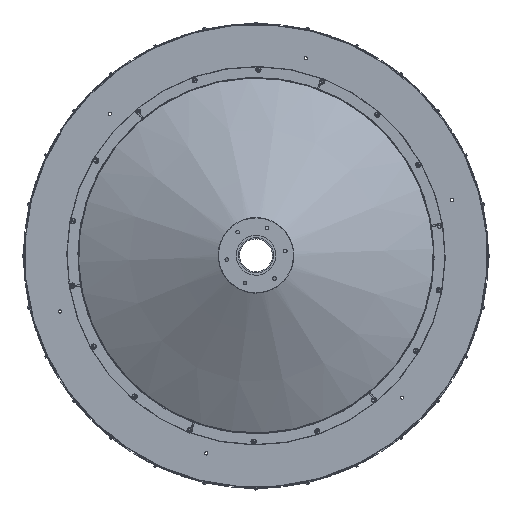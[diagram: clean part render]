
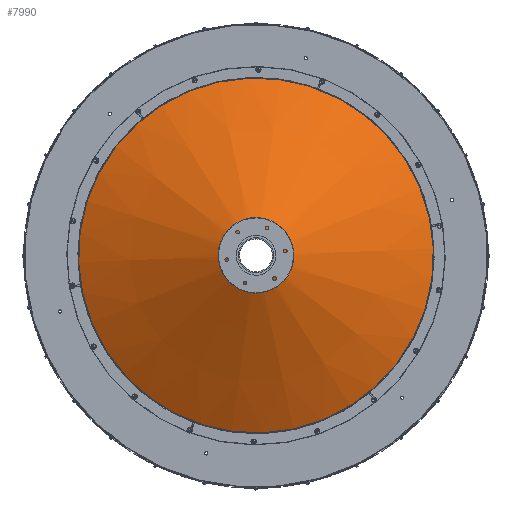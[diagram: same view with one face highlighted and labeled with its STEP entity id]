
A CAD part, top view. The second image highlights one B-rep face of the part: STEP entity #7990.
In plain terms, the highlighted conical face has half-angle 62 degrees and reference radius 309.439 mm.
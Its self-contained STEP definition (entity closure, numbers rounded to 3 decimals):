
#7927=CARTESIAN_POINT('',(-77.939,256.481,0.0));
#7928=VERTEX_POINT('',#7927);
#7929=CARTESIAN_POINT('',(0.0,256.481,0.0));
#7930=DIRECTION('',(0.0,1.0,0.0));
#7931=DIRECTION('',(-1.0,0.0,0.0));
#7932=AXIS2_PLACEMENT_3D('',#7929,#7930,#7931);
#7933=CIRCLE('',#7932,77.939);
#7934=EDGE_CURVE('',#7928,#7928,#7933,.T.);
#7964=CARTESIAN_POINT('',(-540.939,10.3,0.0));
#7965=VERTEX_POINT('',#7964);
#7966=CARTESIAN_POINT('',(0.0,10.3,0.0));
#7967=DIRECTION('',(0.0,1.0,0.0));
#7968=DIRECTION('',(-1.0,0.0,0.0));
#7969=AXIS2_PLACEMENT_3D('',#7966,#7967,#7968);
#7970=CIRCLE('',#7969,540.939);
#7971=EDGE_CURVE('',#7965,#7965,#7970,.T.);
#7979=CARTESIAN_POINT('',(0.0,133.39,0.0));
#7980=DIRECTION('',(0.0,-1.0,0.0));
#7981=DIRECTION('',(-1.0,0.0,0.0));
#7982=AXIS2_PLACEMENT_3D('',#7979,#7980,#7981);
#7983=CONICAL_SURFACE('',#7982,309.439,62.0);
#7984=ORIENTED_EDGE('',*,*,#7934,.F.);
#7985=EDGE_LOOP('',(#7984));
#7986=FACE_OUTER_BOUND('',#7985,.T.);
#7987=ORIENTED_EDGE('',*,*,#7971,.T.);
#7988=EDGE_LOOP('',(#7987));
#7989=FACE_BOUND('',#7988,.T.);
#7990=ADVANCED_FACE('',(#7986,#7989),#7983,.T.);
